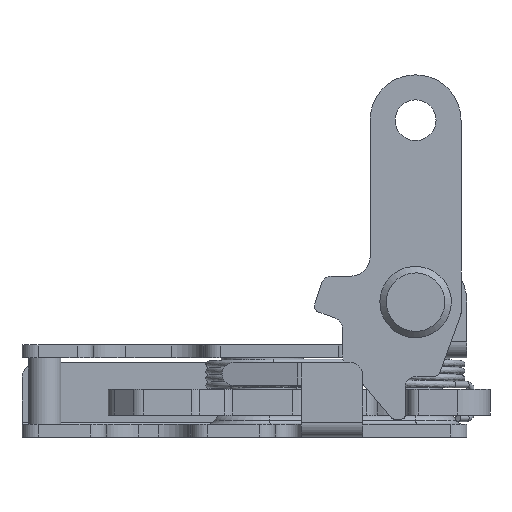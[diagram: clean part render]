
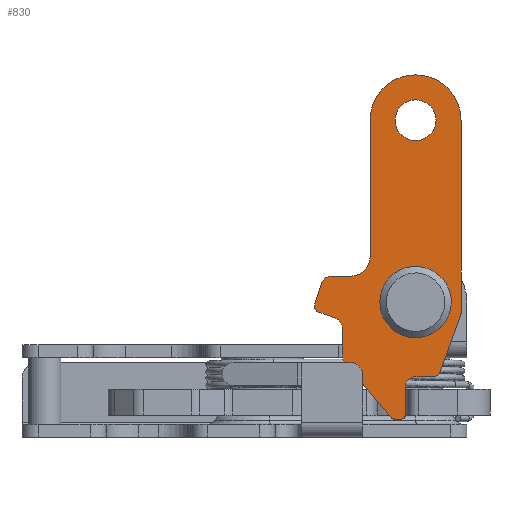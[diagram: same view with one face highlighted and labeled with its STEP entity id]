
A CAD part, front view. The second image highlights one B-rep face of the part: STEP entity #830.
In plain terms, the highlighted planar face has unit normal (0, -1, 0).
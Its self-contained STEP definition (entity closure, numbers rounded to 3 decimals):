
#830=ADVANCED_FACE('',(#1370,#1371,#1372),#1373,.T.);
#1370=FACE_BOUND('',#1958,.T.);
#1371=FACE_BOUND('',#1959,.T.);
#1372=FACE_OUTER_BOUND('',#1960,.T.);
#1373=PLANE('',#1961);
#1958=EDGE_LOOP('',(#4946));
#1959=EDGE_LOOP('',(#4947));
#1960=EDGE_LOOP('',(#4948,#4949,#4950,#4951,#4952,#4953,#4954,#4955,#4956,#4957,#4958,#4959,#4960,#4961,#4962,#4963,#4964,#4965,#4966,#4967,#4968,#4969));
#1961=AXIS2_PLACEMENT_3D('',#4970,#4971,#4972);
#4946=ORIENTED_EDGE('',*,*,#5764,.F.);
#4947=ORIENTED_EDGE('',*,*,#5765,.F.);
#4948=ORIENTED_EDGE('',*,*,#5763,.T.);
#4949=ORIENTED_EDGE('',*,*,#5766,.T.);
#4950=ORIENTED_EDGE('',*,*,#5713,.T.);
#4951=ORIENTED_EDGE('',*,*,#5716,.T.);
#4952=ORIENTED_EDGE('',*,*,#5719,.T.);
#4953=ORIENTED_EDGE('',*,*,#5722,.T.);
#4954=ORIENTED_EDGE('',*,*,#5725,.T.);
#4955=ORIENTED_EDGE('',*,*,#5728,.T.);
#4956=ORIENTED_EDGE('',*,*,#5731,.T.);
#4957=ORIENTED_EDGE('',*,*,#5734,.T.);
#4958=ORIENTED_EDGE('',*,*,#5737,.T.);
#4959=ORIENTED_EDGE('',*,*,#5740,.T.);
#4960=ORIENTED_EDGE('',*,*,#5743,.T.);
#4961=ORIENTED_EDGE('',*,*,#5746,.T.);
#4962=ORIENTED_EDGE('',*,*,#5749,.T.);
#4963=ORIENTED_EDGE('',*,*,#5752,.T.);
#4964=ORIENTED_EDGE('',*,*,#5754,.T.);
#4965=ORIENTED_EDGE('',*,*,#5709,.T.);
#4966=ORIENTED_EDGE('',*,*,#5703,.T.);
#4967=ORIENTED_EDGE('',*,*,#5706,.T.);
#4968=ORIENTED_EDGE('',*,*,#5757,.T.);
#4969=ORIENTED_EDGE('',*,*,#5760,.T.);
#4970=CARTESIAN_POINT('',(18.912,-2.473,43.05));
#4971=DIRECTION('',(0.,-1.0,0.));
#4972=DIRECTION('',(1.0,0.,0.));
#5703=EDGE_CURVE('',#6684,#6689,#6691,.T.);
#5706=EDGE_CURVE('',#6689,#6694,#6696,.T.);
#5709=EDGE_CURVE('',#6697,#6684,#6701,.T.);
#5713=EDGE_CURVE('',#6702,#6707,#6709,.T.);
#5716=EDGE_CURVE('',#6707,#6712,#6714,.F.);
#5719=EDGE_CURVE('',#6712,#6717,#6719,.T.);
#5722=EDGE_CURVE('',#6717,#6722,#6724,.T.);
#5725=EDGE_CURVE('',#6722,#6727,#6729,.T.);
#5728=EDGE_CURVE('',#6727,#6732,#6734,.T.);
#5731=EDGE_CURVE('',#6732,#6737,#6739,.T.);
#5734=EDGE_CURVE('',#6737,#6742,#6744,.F.);
#5737=EDGE_CURVE('',#6742,#6747,#6749,.T.);
#5740=EDGE_CURVE('',#6747,#6752,#6754,.T.);
#5743=EDGE_CURVE('',#6752,#6757,#6759,.T.);
#5746=EDGE_CURVE('',#6757,#6762,#6764,.T.);
#5749=EDGE_CURVE('',#6762,#6767,#6769,.T.);
#5752=EDGE_CURVE('',#6767,#6772,#6774,.T.);
#5754=EDGE_CURVE('',#6772,#6697,#6776,.T.);
#5757=EDGE_CURVE('',#6694,#6779,#6781,.T.);
#5760=EDGE_CURVE('',#6779,#6784,#6786,.T.);
#5763=EDGE_CURVE('',#6784,#6789,#6791,.T.);
#5764=EDGE_CURVE('',#6792,#6792,#6793,.T.);
#5765=EDGE_CURVE('',#6794,#6794,#6795,.T.);
#5766=EDGE_CURVE('',#6789,#6702,#6796,.F.);
#6684=VERTEX_POINT('',#8082);
#6689=VERTEX_POINT('',#8088);
#6691=CIRCLE('',#8091,1.);
#6694=VERTEX_POINT('',#8095);
#6696=LINE('',#8098,#8099);
#6697=VERTEX_POINT('',#8100);
#6701=LINE('',#8106,#8107);
#6702=VERTEX_POINT('',#8108);
#6707=VERTEX_POINT('',#8114);
#6709=CIRCLE('',#8117,3.);
#6712=VERTEX_POINT('',#8121);
#6714=LINE('',#8124,#8125);
#6717=VERTEX_POINT('',#8128);
#6719=CIRCLE('',#8131,1.5);
#6722=VERTEX_POINT('',#8135);
#6724=LINE('',#8138,#8139);
#6727=VERTEX_POINT('',#8142);
#6729=CIRCLE('',#8145,1.);
#6732=VERTEX_POINT('',#8149);
#6734=LINE('',#8152,#8153);
#6737=VERTEX_POINT('',#8156);
#6739=CIRCLE('',#8159,1.5);
#6742=VERTEX_POINT('',#8163);
#6744=LINE('',#8166,#8167);
#6747=VERTEX_POINT('',#8170);
#6749=CIRCLE('',#8173,1.5);
#6752=VERTEX_POINT('',#8177);
#6754=LINE('',#8180,#8181);
#6757=VERTEX_POINT('',#8184);
#6759=CIRCLE('',#8187,0.5);
#6762=VERTEX_POINT('',#8191);
#6764=LINE('',#8194,#8195);
#6767=VERTEX_POINT('',#8198);
#6769=CIRCLE('',#8201,0.5);
#6772=VERTEX_POINT('',#8205);
#6774=LINE('',#8208,#8209);
#6776=CIRCLE('',#8211,1.5);
#6779=VERTEX_POINT('',#8214);
#6781=CIRCLE('',#8217,1.);
#6784=VERTEX_POINT('',#8221);
#6786=LINE('',#8224,#8225);
#6789=VERTEX_POINT('',#8228);
#6791=CIRCLE('',#8231,7.);
#6792=VERTEX_POINT('',#8232);
#6793=CIRCLE('',#8233,3.5);
#6794=VERTEX_POINT('',#8234);
#6795=CIRCLE('',#8235,3.15);
#6796=LINE('',#8236,#8237);
#8082=CARTESIAN_POINT('',(21.712,-2.473,3.55));
#8088=CARTESIAN_POINT('',(22.651,-2.473,4.208));
#8091=AXIS2_PLACEMENT_3D('',#9441,#9442,#9443);
#8095=CARTESIAN_POINT('',(25.851,-2.473,13.));
#8098=CARTESIAN_POINT('',(22.651,-2.473,4.208));
#8099=VECTOR('',#9446,1.0);
#8100=CARTESIAN_POINT('',(18.812,-2.473,3.55));
#8106=CARTESIAN_POINT('',(18.912,-2.473,3.55));
#8107=VECTOR('',#9449,1.0);
#8108=CARTESIAN_POINT('',(11.912,-2.473,22.05));
#8114=CARTESIAN_POINT('',(8.912,-2.473,19.05));
#8117=AXIS2_PLACEMENT_3D('',#9455,#9456,#9457);
#8121=CARTESIAN_POINT('',(5.912,-2.473,19.05));
#8124=CARTESIAN_POINT('',(18.912,-2.473,19.05));
#8125=VECTOR('',#9460,1.0);
#8128=CARTESIAN_POINT('',(4.488,-2.473,18.023));
#8131=AXIS2_PLACEMENT_3D('',#9465,#9466,#9467);
#8135=CARTESIAN_POINT('',(3.405,-2.473,14.765));
#8138=CARTESIAN_POINT('',(4.488,-2.473,18.023));
#8139=VECTOR('',#9470,1.0);
#8142=CARTESIAN_POINT('',(4.012,-2.473,13.51));
#8145=AXIS2_PLACEMENT_3D('',#9475,#9476,#9477);
#8149=CARTESIAN_POINT('',(6.625,-2.473,12.56));
#8152=CARTESIAN_POINT('',(4.012,-2.473,13.51));
#8153=VECTOR('',#9480,1.0);
#8156=CARTESIAN_POINT('',(7.612,-2.473,11.15));
#8159=AXIS2_PLACEMENT_3D('',#9485,#9486,#9487);
#8163=CARTESIAN_POINT('',(7.612,-2.473,6.75));
#8166=CARTESIAN_POINT('',(7.612,-2.473,43.05));
#8167=VECTOR('',#9490,1.0);
#8170=CARTESIAN_POINT('',(7.963,-2.473,5.786));
#8173=AXIS2_PLACEMENT_3D('',#9495,#9496,#9497);
#8177=CARTESIAN_POINT('',(15.143,-2.473,-2.771));
#8180=CARTESIAN_POINT('',(7.963,-2.473,5.786));
#8181=VECTOR('',#9500,1.0);
#8184=CARTESIAN_POINT('',(15.526,-2.473,-2.95));
#8187=AXIS2_PLACEMENT_3D('',#9505,#9506,#9507);
#8191=CARTESIAN_POINT('',(16.812,-2.473,-2.95));
#8194=CARTESIAN_POINT('',(18.912,-2.473,-2.95));
#8195=VECTOR('',#9510,1.0);
#8198=CARTESIAN_POINT('',(17.312,-2.473,-2.45));
#8201=AXIS2_PLACEMENT_3D('',#9515,#9516,#9517);
#8205=CARTESIAN_POINT('',(17.312,-2.473,2.05));
#8208=CARTESIAN_POINT('',(17.312,-2.473,43.05));
#8209=VECTOR('',#9520,1.0);
#8211=AXIS2_PLACEMENT_3D('',#9524,#9525,#9526);
#8214=CARTESIAN_POINT('',(25.912,-2.473,13.342));
#8217=AXIS2_PLACEMENT_3D('',#9531,#9532,#9533);
#8221=CARTESIAN_POINT('',(25.912,-2.473,43.05));
#8224=CARTESIAN_POINT('',(25.912,-2.473,43.05));
#8225=VECTOR('',#9536,1.0);
#8228=CARTESIAN_POINT('',(11.912,-2.473,43.05));
#8231=AXIS2_PLACEMENT_3D('',#9541,#9542,#9543);
#8232=CARTESIAN_POINT('',(22.412,-2.473,15.05));
#8233=AXIS2_PLACEMENT_3D('',#9544,#9545,#9546);
#8234=CARTESIAN_POINT('',(22.062,-2.473,43.05));
#8235=AXIS2_PLACEMENT_3D('',#9547,#9548,#9549);
#8236=CARTESIAN_POINT('',(11.912,-2.473,43.05));
#8237=VECTOR('',#9550,1.0);
#9441=CARTESIAN_POINT('',(21.712,-2.473,4.55));
#9442=DIRECTION('',(0.,-1.0,0.));
#9443=DIRECTION('',(1.0,0.,0.));
#9446=DIRECTION('',(0.342,0.,0.94));
#9449=DIRECTION('',(1.0,0.,0.));
#9455=CARTESIAN_POINT('',(8.912,-2.473,22.05));
#9456=DIRECTION('',(0.,1.0,0.));
#9457=DIRECTION('',(-1.0,0.,0.));
#9460=DIRECTION('',(1.0,0.,0.));
#9465=CARTESIAN_POINT('',(5.912,-2.473,17.55));
#9466=DIRECTION('',(0.,-1.0,0.));
#9467=DIRECTION('',(1.0,0.,0.));
#9470=DIRECTION('',(-0.315,0.,-0.949));
#9475=CARTESIAN_POINT('',(4.354,-2.473,14.45));
#9476=DIRECTION('',(0.,-1.0,0.));
#9477=DIRECTION('',(1.0,0.,0.));
#9480=DIRECTION('',(0.94,0.,-0.342));
#9485=CARTESIAN_POINT('',(6.112,-2.473,11.15));
#9486=DIRECTION('',(0.,1.0,0.));
#9487=DIRECTION('',(-1.0,0.,0.));
#9490=DIRECTION('',(0.,0.,1.0));
#9495=CARTESIAN_POINT('',(9.112,-2.473,6.75));
#9496=DIRECTION('',(0.,-1.0,0.));
#9497=DIRECTION('',(1.0,0.,0.));
#9500=DIRECTION('',(0.643,0.,-0.766));
#9505=CARTESIAN_POINT('',(15.526,-2.473,-2.45));
#9506=DIRECTION('',(0.,-1.0,0.));
#9507=DIRECTION('',(1.0,0.,0.));
#9510=DIRECTION('',(1.0,0.,0.));
#9515=CARTESIAN_POINT('',(16.812,-2.473,-2.45));
#9516=DIRECTION('',(0.,-1.0,0.));
#9517=DIRECTION('',(1.0,0.,0.));
#9520=DIRECTION('',(0.,0.,1.0));
#9524=CARTESIAN_POINT('',(18.812,-2.473,2.05));
#9525=DIRECTION('',(0.,1.0,0.));
#9526=DIRECTION('',(-1.0,0.,0.));
#9531=CARTESIAN_POINT('',(24.912,-2.473,13.342));
#9532=DIRECTION('',(0.,-1.0,0.));
#9533=DIRECTION('',(1.0,0.,0.));
#9536=DIRECTION('',(0.,0.,1.0));
#9541=CARTESIAN_POINT('',(18.912,-2.473,43.05));
#9542=DIRECTION('',(0.,-1.0,0.));
#9543=DIRECTION('',(1.0,0.,0.));
#9544=CARTESIAN_POINT('',(18.912,-2.473,15.05));
#9545=DIRECTION('',(0.,-1.0,0.));
#9546=DIRECTION('',(1.0,0.,0.));
#9547=CARTESIAN_POINT('',(18.912,-2.473,43.05));
#9548=DIRECTION('',(0.,-1.0,0.));
#9549=DIRECTION('',(1.0,0.,0.));
#9550=DIRECTION('',(0.,0.,1.0));
